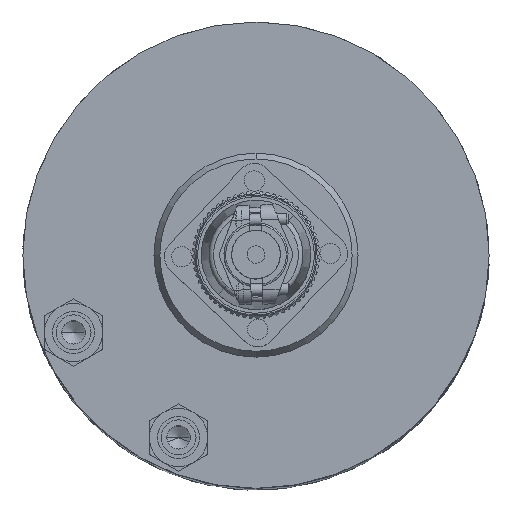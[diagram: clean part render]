
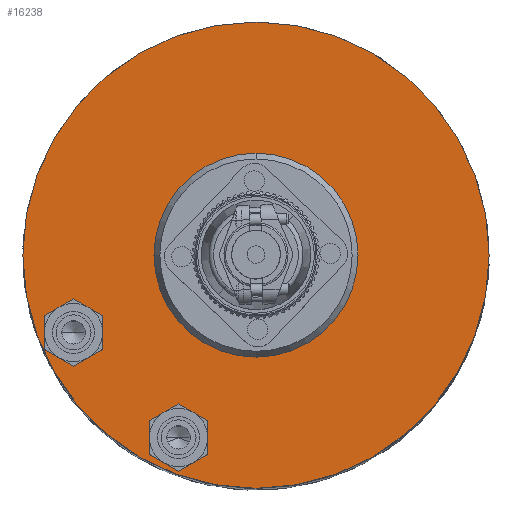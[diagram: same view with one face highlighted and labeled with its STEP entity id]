
A CAD part, top view. The second image highlights one B-rep face of the part: STEP entity #16238.
In plain terms, the highlighted planar face has unit normal (0, 0, 1).
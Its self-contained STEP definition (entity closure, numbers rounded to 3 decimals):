
#178 = FACE_BOUND ( 'NONE', #16909, .T. ) ;
#297 = CARTESIAN_POINT ( 'NONE',  ( 0., 0., 24.5 ) ) ;
#893 = DIRECTION ( 'NONE',  ( 0., 0., 1. ) ) ;
#1077 = CARTESIAN_POINT ( 'NONE',  ( 0., 17.5, 24.5 ) ) ;
#1892 = ORIENTED_EDGE ( 'NONE', *, *, #14591, .T. ) ;
#2600 = EDGE_CURVE ( 'NONE', #20411, #28075, #26981, .T. ) ;
#2656 = CARTESIAN_POINT ( 'NONE',  ( -9.885, -31.297, 24.5 ) ) ;
#2774 = AXIS2_PLACEMENT_3D ( 'NONE', #8352, #38770, #35358 ) ;
#2987 = CARTESIAN_POINT ( 'NONE',  ( -13.285, -31.297, 24.5 ) ) ;
#3587 = CIRCLE ( 'NONE', #28001, 40. ) ;
#3973 = ORIENTED_EDGE ( 'NONE', *, *, #8609, .T. ) ;
#7062 = VERTEX_POINT ( 'NONE', #2656 ) ;
#7651 = FACE_BOUND ( 'NONE', #13431, .T. ) ;
#7676 = CIRCLE ( 'NONE', #28113, 3.4 ) ;
#8352 = CARTESIAN_POINT ( 'NONE',  ( -13.285, -31.297, 24.5 ) ) ;
#8439 = AXIS2_PLACEMENT_3D ( 'NONE', #37693, #19655, #19916 ) ;
#8609 = EDGE_CURVE ( 'NONE', #24378, #23598, #37302, .T. ) ;
#8843 = EDGE_CURVE ( 'NONE', #38233, #32553, #3587, .T. ) ;
#8928 = EDGE_CURVE ( 'NONE', #7062, #17845, #15733, .T. ) ;
#9547 = DIRECTION ( 'NONE',  ( 0., 1., 0. ) ) ;
#9748 = PLANE ( 'NONE',  #12164 ) ;
#12164 = AXIS2_PLACEMENT_3D ( 'NONE', #12894, #893, #15620 ) ;
#12894 = CARTESIAN_POINT ( 'NONE',  ( 0., 0., 24.5 ) ) ;
#12995 = EDGE_CURVE ( 'NONE', #17845, #7062, #19558, .T. ) ;
#13431 = EDGE_LOOP ( 'NONE', ( #22092, #37590 ) ) ;
#14109 = DIRECTION ( 'NONE',  ( 0., 0., -1. ) ) ;
#14241 = DIRECTION ( 'NONE',  ( 0., 0., 1. ) ) ;
#14326 = CARTESIAN_POINT ( 'NONE',  ( -31.297, -13.285, 24.5 ) ) ;
#14591 = EDGE_CURVE ( 'NONE', #23598, #24378, #15240, .T. ) ;
#15240 = CIRCLE ( 'NONE', #30332, 17.5 ) ;
#15620 = DIRECTION ( 'NONE',  ( 1., 0., 0. ) ) ;
#15733 = CIRCLE ( 'NONE', #19449, 3.4 ) ;
#16034 = CARTESIAN_POINT ( 'NONE',  ( -16.685, -31.297, 24.5 ) ) ;
#16238 = ADVANCED_FACE ( 'NONE', ( #178, #7651, #31452, #23492 ), #9748, .T. ) ;
#16449 = AXIS2_PLACEMENT_3D ( 'NONE', #14326, #20584, #17458 ) ;
#16909 = EDGE_LOOP ( 'NONE', ( #18813, #22007 ) ) ;
#16977 = DIRECTION ( 'NONE',  ( 1., 0., 0. ) ) ;
#17458 = DIRECTION ( 'NONE',  ( 1., 0., 0. ) ) ;
#17845 = VERTEX_POINT ( 'NONE', #16034 ) ;
#18452 = CARTESIAN_POINT ( 'NONE',  ( -40., 0., 24.5 ) ) ;
#18813 = ORIENTED_EDGE ( 'NONE', *, *, #28693, .F. ) ;
#19449 = AXIS2_PLACEMENT_3D ( 'NONE', #2987, #32395, #38669 ) ;
#19558 = CIRCLE ( 'NONE', #2774, 3.4 ) ;
#19655 = DIRECTION ( 'NONE',  ( 0., 0., -1. ) ) ;
#19916 = DIRECTION ( 'NONE',  ( -1., 0., 0. ) ) ;
#20411 = VERTEX_POINT ( 'NONE', #27739 ) ;
#20584 = DIRECTION ( 'NONE',  ( 0., 0., 1. ) ) ;
#20921 = AXIS2_PLACEMENT_3D ( 'NONE', #34235, #34096, #37509 ) ;
#21975 = CIRCLE ( 'NONE', #8439, 40. ) ;
#22007 = ORIENTED_EDGE ( 'NONE', *, *, #2600, .F. ) ;
#22092 = ORIENTED_EDGE ( 'NONE', *, *, #8928, .F. ) ;
#23492 = FACE_BOUND ( 'NONE', #33224, .T. ) ;
#23572 = CARTESIAN_POINT ( 'NONE',  ( 40., 0., 24.5 ) ) ;
#23598 = VERTEX_POINT ( 'NONE', #1077 ) ;
#23989 = ORIENTED_EDGE ( 'NONE', *, *, #31301, .F. ) ;
#24378 = VERTEX_POINT ( 'NONE', #25665 ) ;
#24538 = DIRECTION ( 'NONE',  ( 0., 0., -1. ) ) ;
#25665 = CARTESIAN_POINT ( 'NONE',  ( 0., -17.5, 24.5 ) ) ;
#26981 = CIRCLE ( 'NONE', #16449, 3.4 ) ;
#27739 = CARTESIAN_POINT ( 'NONE',  ( -34.697, -13.285, 24.5 ) ) ;
#28001 = AXIS2_PLACEMENT_3D ( 'NONE', #32019, #14109, #34997 ) ;
#28075 = VERTEX_POINT ( 'NONE', #29530 ) ;
#28113 = AXIS2_PLACEMENT_3D ( 'NONE', #28761, #14241, #16977 ) ;
#28693 = EDGE_CURVE ( 'NONE', #28075, #20411, #7676, .T. ) ;
#28761 = CARTESIAN_POINT ( 'NONE',  ( -31.297, -13.285, 24.5 ) ) ;
#29089 = EDGE_LOOP ( 'NONE', ( #38498, #23989 ) ) ;
#29530 = CARTESIAN_POINT ( 'NONE',  ( -27.897, -13.285, 24.5 ) ) ;
#30332 = AXIS2_PLACEMENT_3D ( 'NONE', #297, #24538, #9547 ) ;
#31301 = EDGE_CURVE ( 'NONE', #32553, #38233, #21975, .T. ) ;
#31452 = FACE_OUTER_BOUND ( 'NONE', #29089, .T. ) ;
#32019 = CARTESIAN_POINT ( 'NONE',  ( 0., 0., 24.5 ) ) ;
#32395 = DIRECTION ( 'NONE',  ( 0., 0., 1. ) ) ;
#32553 = VERTEX_POINT ( 'NONE', #23572 ) ;
#33224 = EDGE_LOOP ( 'NONE', ( #1892, #3973 ) ) ;
#34096 = DIRECTION ( 'NONE',  ( 0., 0., -1. ) ) ;
#34235 = CARTESIAN_POINT ( 'NONE',  ( 0., 0., 24.5 ) ) ;
#34997 = DIRECTION ( 'NONE',  ( -1., 0., 0. ) ) ;
#35358 = DIRECTION ( 'NONE',  ( 1., 0., 0. ) ) ;
#37302 = CIRCLE ( 'NONE', #20921, 17.5 ) ;
#37509 = DIRECTION ( 'NONE',  ( 0., 1., 0. ) ) ;
#37590 = ORIENTED_EDGE ( 'NONE', *, *, #12995, .F. ) ;
#37693 = CARTESIAN_POINT ( 'NONE',  ( 0., 0., 24.5 ) ) ;
#38233 = VERTEX_POINT ( 'NONE', #18452 ) ;
#38498 = ORIENTED_EDGE ( 'NONE', *, *, #8843, .F. ) ;
#38669 = DIRECTION ( 'NONE',  ( 1., 0., 0. ) ) ;
#38770 = DIRECTION ( 'NONE',  ( 0., 0., 1. ) ) ;
